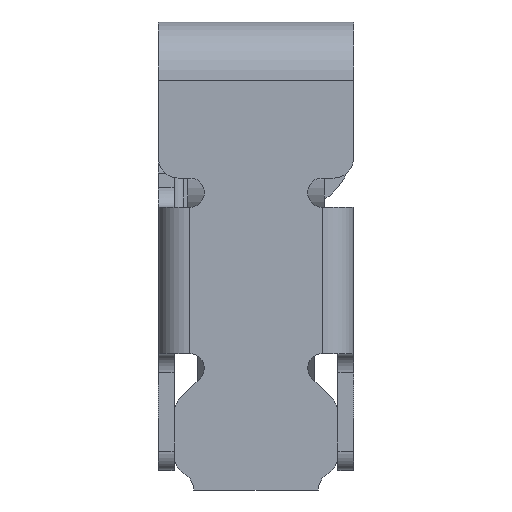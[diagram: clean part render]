
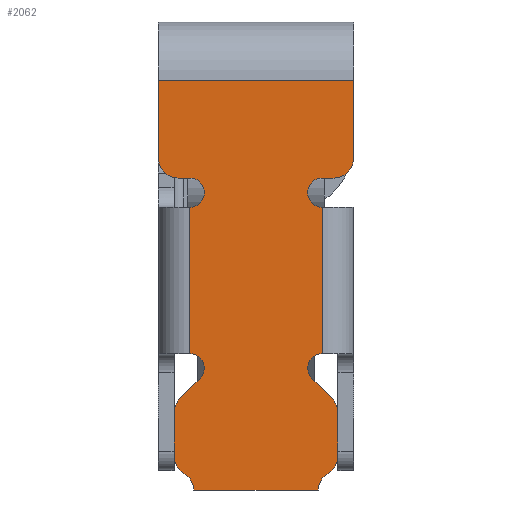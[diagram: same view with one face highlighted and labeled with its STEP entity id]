
A CAD part, front view. The second image highlights one B-rep face of the part: STEP entity #2062.
In plain terms, the highlighted planar face has unit normal (0, -1, 0).
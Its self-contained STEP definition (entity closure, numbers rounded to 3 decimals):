
#134=DIRECTION('',(-1.,0.,0.));
#135=VECTOR('',#134,1.);
#136=CARTESIAN_POINT('',(0.5,0.,-0.3));
#137=LINE('',#136,#135);
#138=DIRECTION('',(0.,0.,-1.));
#139=VECTOR('',#138,0.4);
#140=CARTESIAN_POINT('',(0.5,0.,-0.3));
#141=LINE('',#140,#139);
#142=CARTESIAN_POINT('',(0.4,0.,-0.7));
#143=DIRECTION('',(0.,-1.,0.));
#144=DIRECTION('',(0.,0.,-1.));
#145=AXIS2_PLACEMENT_3D('',#142,#143,#144);
#147=DIRECTION('',(-1.,0.,0.));
#148=VECTOR('',#147,0.06);
#149=CARTESIAN_POINT('',(0.4,0.,-0.8));
#150=LINE('',#149,#148);
#151=CARTESIAN_POINT('',(0.34,0.,-0.875));
#152=DIRECTION('',(0.,-1.,0.));
#153=DIRECTION('',(0.,0.,1.));
#154=AXIS2_PLACEMENT_3D('',#151,#152,#153);
#156=DIRECTION('',(0.,0.,1.));
#157=VECTOR('',#156,0.75);
#158=CARTESIAN_POINT('',(0.34,0.,-1.7));
#159=LINE('',#158,#157);
#160=CARTESIAN_POINT('',(0.34,0.,-1.775));
#161=DIRECTION('',(0.,-1.,0.));
#162=DIRECTION('',(0.,0.,1.));
#163=AXIS2_PLACEMENT_3D('',#160,#161,#162);
#165=DIRECTION('',(0.707,0.,-0.707));
#166=VECTOR('',#165,0.147);
#167=CARTESIAN_POINT('',(0.287,0.,-1.828));
#168=LINE('',#167,#166);
#169=CARTESIAN_POINT('',(0.32,0.,-2.002));
#170=DIRECTION('',(0.,-1.,0.));
#171=DIRECTION('',(1.,0.,0.));
#172=AXIS2_PLACEMENT_3D('',#169,#170,#171);
#174=DIRECTION('',(0.,0.,-1.));
#175=VECTOR('',#174,0.224);
#176=CARTESIAN_POINT('',(0.42,0.,-2.002));
#177=LINE('',#176,#175);
#178=CARTESIAN_POINT('',(0.32,0.,-2.227));
#179=DIRECTION('',(0.,1.,0.));
#180=DIRECTION('',(1.,0.,0.));
#181=AXIS2_PLACEMENT_3D('',#178,#179,#180);
#183=CARTESIAN_POINT('',(0.42,0.,-2.4));
#184=DIRECTION('',(0.,-1.,0.));
#185=DIRECTION('',(-0.5,0.,0.866));
#186=AXIS2_PLACEMENT_3D('',#183,#184,#185);
#188=DIRECTION('',(-1.,0.,0.));
#189=VECTOR('',#188,0.64);
#190=CARTESIAN_POINT('',(0.32,0.,-2.4));
#191=LINE('',#190,#189);
#192=CARTESIAN_POINT('',(-0.42,0.,-2.4));
#193=DIRECTION('',(0.,-1.,0.));
#194=DIRECTION('',(1.,0.,0.));
#195=AXIS2_PLACEMENT_3D('',#192,#193,#194);
#197=CARTESIAN_POINT('',(-0.32,0.,-2.227));
#198=DIRECTION('',(0.,1.,0.));
#199=DIRECTION('',(-0.5,0.,-0.866));
#200=AXIS2_PLACEMENT_3D('',#197,#198,#199);
#202=DIRECTION('',(0.,0.,1.));
#203=VECTOR('',#202,0.224);
#204=CARTESIAN_POINT('',(-0.42,0.,-2.227));
#205=LINE('',#204,#203);
#206=CARTESIAN_POINT('',(-0.32,0.,-2.002));
#207=DIRECTION('',(0.,-1.,0.));
#208=DIRECTION('',(-0.707,0.,0.707));
#209=AXIS2_PLACEMENT_3D('',#206,#207,#208);
#211=DIRECTION('',(0.707,0.,0.707));
#212=VECTOR('',#211,0.147);
#213=CARTESIAN_POINT('',(-0.391,0.,-1.932));
#214=LINE('',#213,#212);
#215=CARTESIAN_POINT('',(-0.34,0.,-1.775));
#216=DIRECTION('',(0.,-1.,0.));
#217=DIRECTION('',(0.707,0.,-0.707));
#218=AXIS2_PLACEMENT_3D('',#215,#216,#217);
#220=DIRECTION('',(0.,0.,-1.));
#221=VECTOR('',#220,0.75);
#222=CARTESIAN_POINT('',(-0.34,0.,-0.95));
#223=LINE('',#222,#221);
#224=CARTESIAN_POINT('',(-0.34,0.,-0.875));
#225=DIRECTION('',(0.,-1.,0.));
#226=DIRECTION('',(0.,0.,-1.));
#227=AXIS2_PLACEMENT_3D('',#224,#225,#226);
#229=DIRECTION('',(-1.,0.,0.));
#230=VECTOR('',#229,0.06);
#231=CARTESIAN_POINT('',(-0.34,0.,-0.8));
#232=LINE('',#231,#230);
#233=CARTESIAN_POINT('',(-0.4,0.,-0.7));
#234=DIRECTION('',(0.,-1.,0.));
#235=DIRECTION('',(-1.,0.,0.));
#236=AXIS2_PLACEMENT_3D('',#233,#234,#235);
#238=DIRECTION('',(0.,0.,1.));
#239=VECTOR('',#238,0.4);
#240=CARTESIAN_POINT('',(-0.5,0.,-0.7));
#241=LINE('',#240,#239);
#1609=CARTESIAN_POINT('',(0.32,0.,-2.4));
#1610=CARTESIAN_POINT('',(-0.32,0.,-2.4));
#1611=VERTEX_POINT('',#1609);
#1612=VERTEX_POINT('',#1610);
#1617=CARTESIAN_POINT('',(0.42,0.,-2.227));
#1618=CARTESIAN_POINT('',(0.37,0.,-2.313));
#1619=VERTEX_POINT('',#1617);
#1620=VERTEX_POINT('',#1618);
#1625=CARTESIAN_POINT('',(0.287,0.,-1.828));
#1627=VERTEX_POINT('',#1625);
#1629=CARTESIAN_POINT('',(-0.37,0.,-2.313));
#1630=VERTEX_POINT('',#1629);
#1631=CARTESIAN_POINT('',(-0.42,0.,-2.227));
#1632=VERTEX_POINT('',#1631);
#1637=CARTESIAN_POINT('',(-0.287,0.,-1.828));
#1639=VERTEX_POINT('',#1637);
#1749=CARTESIAN_POINT('',(0.5,0.,-0.3));
#1750=CARTESIAN_POINT('',(-0.5,0.,-0.3));
#1751=VERTEX_POINT('',#1749);
#1752=VERTEX_POINT('',#1750);
#1753=CARTESIAN_POINT('',(0.5,0.,-0.7));
#1754=VERTEX_POINT('',#1753);
#1755=CARTESIAN_POINT('',(-0.5,0.,-0.7));
#1756=VERTEX_POINT('',#1755);
#1775=CARTESIAN_POINT('',(-0.34,0.,-0.8));
#1777=VERTEX_POINT('',#1775);
#1779=CARTESIAN_POINT('',(0.34,0.,-0.8));
#1781=VERTEX_POINT('',#1779);
#1787=CARTESIAN_POINT('',(-0.391,0.,-1.932));
#1788=CARTESIAN_POINT('',(-0.42,0.,-2.002));
#1789=VERTEX_POINT('',#1787);
#1790=VERTEX_POINT('',#1788);
#1795=CARTESIAN_POINT('',(0.42,0.,-2.002));
#1796=CARTESIAN_POINT('',(0.391,0.,-1.932));
#1797=VERTEX_POINT('',#1795);
#1798=VERTEX_POINT('',#1796);
#1803=CARTESIAN_POINT('',(-0.4,0.,-0.8));
#1804=VERTEX_POINT('',#1803);
#1809=CARTESIAN_POINT('',(0.4,0.,-0.8));
#1810=VERTEX_POINT('',#1809);
#1815=CARTESIAN_POINT('',(0.34,0.,-0.95));
#1817=VERTEX_POINT('',#1815);
#1821=CARTESIAN_POINT('',(0.34,0.,-1.7));
#1822=VERTEX_POINT('',#1821);
#1823=CARTESIAN_POINT('',(-0.34,0.,-1.7));
#1825=VERTEX_POINT('',#1823);
#1829=CARTESIAN_POINT('',(-0.34,0.,-0.95));
#1830=VERTEX_POINT('',#1829);
#2007=CARTESIAN_POINT('',(0.,0.,0.));
#2008=DIRECTION('',(0.,1.,0.));
#2009=DIRECTION('',(1.,0.,0.));
#2010=AXIS2_PLACEMENT_3D('',#2007,#2008,#2009);
#2011=PLANE('',#2010);
#2013=ORIENTED_EDGE('',*,*,#2012,.F.);
#2015=ORIENTED_EDGE('',*,*,#2014,.T.);
#2017=ORIENTED_EDGE('',*,*,#2016,.F.);
#2019=ORIENTED_EDGE('',*,*,#2018,.T.);
#2021=ORIENTED_EDGE('',*,*,#2020,.T.);
#2023=ORIENTED_EDGE('',*,*,#2022,.F.);
#2025=ORIENTED_EDGE('',*,*,#2024,.T.);
#2027=ORIENTED_EDGE('',*,*,#2026,.T.);
#2029=ORIENTED_EDGE('',*,*,#2028,.F.);
#2031=ORIENTED_EDGE('',*,*,#2030,.T.);
#2033=ORIENTED_EDGE('',*,*,#2032,.T.);
#2035=ORIENTED_EDGE('',*,*,#2034,.T.);
#2037=ORIENTED_EDGE('',*,*,#2036,.T.);
#2039=ORIENTED_EDGE('',*,*,#2038,.T.);
#2041=ORIENTED_EDGE('',*,*,#2040,.T.);
#2043=ORIENTED_EDGE('',*,*,#2042,.T.);
#2045=ORIENTED_EDGE('',*,*,#2044,.F.);
#2047=ORIENTED_EDGE('',*,*,#2046,.T.);
#2049=ORIENTED_EDGE('',*,*,#2048,.T.);
#2051=ORIENTED_EDGE('',*,*,#2050,.F.);
#2053=ORIENTED_EDGE('',*,*,#2052,.T.);
#2055=ORIENTED_EDGE('',*,*,#2054,.T.);
#2057=ORIENTED_EDGE('',*,*,#2056,.F.);
#2059=ORIENTED_EDGE('',*,*,#2058,.T.);
#2060=EDGE_LOOP('',(#2013,#2015,#2017,#2019,#2021,#2023,#2025,#2027,#2029,#2031,
#2033,#2035,#2037,#2039,#2041,#2043,#2045,#2047,#2049,#2051,#2053,#2055,#2057,
#2059));
#2061=FACE_OUTER_BOUND('',#2060,.F.);
#146=CIRCLE('',#145,0.1);
#155=CIRCLE('',#154,0.075);
#164=CIRCLE('',#163,0.075);
#173=CIRCLE('',#172,0.1);
#182=CIRCLE('',#181,0.1);
#187=CIRCLE('',#186,0.1);
#196=CIRCLE('',#195,0.1);
#201=CIRCLE('',#200,0.1);
#210=CIRCLE('',#209,0.1);
#219=CIRCLE('',#218,0.075);
#228=CIRCLE('',#227,0.075);
#237=CIRCLE('',#236,0.1);
#2012=EDGE_CURVE('',#1751,#1752,#137,.T.);
#2014=EDGE_CURVE('',#1751,#1754,#141,.T.);
#2016=EDGE_CURVE('',#1810,#1754,#146,.T.);
#2018=EDGE_CURVE('',#1810,#1781,#150,.T.);
#2020=EDGE_CURVE('',#1781,#1817,#155,.T.);
#2022=EDGE_CURVE('',#1822,#1817,#159,.T.);
#2024=EDGE_CURVE('',#1822,#1627,#164,.T.);
#2026=EDGE_CURVE('',#1627,#1798,#168,.T.);
#2028=EDGE_CURVE('',#1797,#1798,#173,.T.);
#2030=EDGE_CURVE('',#1797,#1619,#177,.T.);
#2032=EDGE_CURVE('',#1619,#1620,#182,.T.);
#2034=EDGE_CURVE('',#1620,#1611,#187,.T.);
#2036=EDGE_CURVE('',#1611,#1612,#191,.T.);
#2038=EDGE_CURVE('',#1612,#1630,#196,.T.);
#2040=EDGE_CURVE('',#1630,#1632,#201,.T.);
#2042=EDGE_CURVE('',#1632,#1790,#205,.T.);
#2044=EDGE_CURVE('',#1789,#1790,#210,.T.);
#2046=EDGE_CURVE('',#1789,#1639,#214,.T.);
#2048=EDGE_CURVE('',#1639,#1825,#219,.T.);
#2050=EDGE_CURVE('',#1830,#1825,#223,.T.);
#2052=EDGE_CURVE('',#1830,#1777,#228,.T.);
#2054=EDGE_CURVE('',#1777,#1804,#232,.T.);
#2056=EDGE_CURVE('',#1756,#1804,#237,.T.);
#2058=EDGE_CURVE('',#1756,#1752,#241,.T.);
#2062=ADVANCED_FACE('',(#2061),#2011,.F.);
